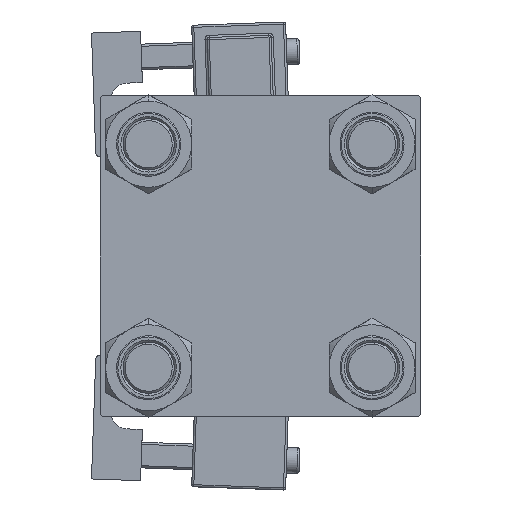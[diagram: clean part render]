
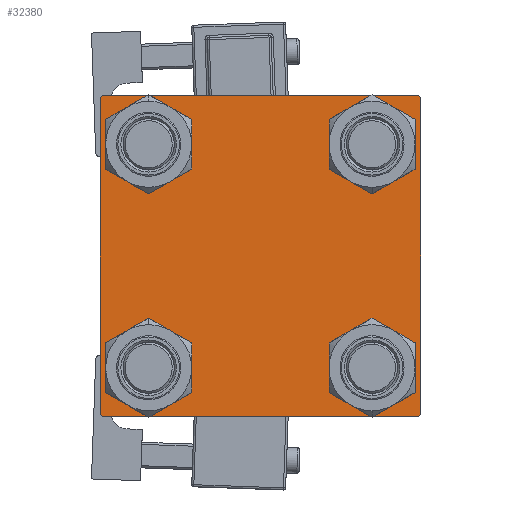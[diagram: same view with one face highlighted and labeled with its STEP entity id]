
A CAD part, left-side view. The second image highlights one B-rep face of the part: STEP entity #32380.
In plain terms, the highlighted planar face has unit normal (-1, 0, 0).
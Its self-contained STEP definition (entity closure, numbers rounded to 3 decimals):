
#66 = VERTEX_POINT ( 'NONE', #45543 ) ;
#1310 = EDGE_CURVE ( 'NONE', #7518, #10861, #2808, .T. ) ;
#1356 = EDGE_LOOP ( 'NONE', ( #40020, #22225 ) ) ;
#1710 = FACE_BOUND ( 'NONE', #16134, .T. ) ;
#2021 = LINE ( 'NONE', #31586, #5846 ) ;
#2385 = AXIS2_PLACEMENT_3D ( 'NONE', #7995, #18332, #4417 ) ;
#2808 = CIRCLE ( 'NONE', #15101, 6.5 ) ;
#2885 = AXIS2_PLACEMENT_3D ( 'NONE', #3981, #37420, #54146 ) ;
#2907 = ORIENTED_EDGE ( 'NONE', *, *, #7493, .T. ) ;
#2912 = VECTOR ( 'NONE', #9184, 1000. ) ;
#3075 = LINE ( 'NONE', #47393, #5913 ) ;
#3280 = ORIENTED_EDGE ( 'NONE', *, *, #40963, .T. ) ;
#3461 = DIRECTION ( 'NONE',  ( 0., 0., 1. ) ) ;
#3852 = EDGE_LOOP ( 'NONE', ( #45737, #24800 ) ) ;
#3981 = CARTESIAN_POINT ( 'NONE',  ( 0., -26.15, -26.15 ) ) ;
#4032 = DIRECTION ( 'NONE',  ( 0., 0., 1. ) ) ;
#4048 = CARTESIAN_POINT ( 'NONE',  ( 0., 26.15, 26.15 ) ) ;
#4266 = VERTEX_POINT ( 'NONE', #48244 ) ;
#4336 = VERTEX_POINT ( 'NONE', #33640 ) ;
#4355 = LINE ( 'NONE', #9841, #8404 ) ;
#4417 = DIRECTION ( 'NONE',  ( 0., 0., 1. ) ) ;
#4449 = CIRCLE ( 'NONE', #12346, 6.5 ) ;
#5794 = EDGE_CURVE ( 'NONE', #6578, #7904, #25100, .T. ) ;
#5846 = VECTOR ( 'NONE', #6399, 1000. ) ;
#5913 = VECTOR ( 'NONE', #37582, 1000. ) ;
#6080 = DIRECTION ( 'NONE',  ( 1., 0., 0. ) ) ;
#6095 = CARTESIAN_POINT ( 'NONE',  ( 0., 0., 0. ) ) ;
#6305 = CARTESIAN_POINT ( 'NONE',  ( 0., 37.5, -37.5 ) ) ;
#6320 = ORIENTED_EDGE ( 'NONE', *, *, #40010, .F. ) ;
#6399 = DIRECTION ( 'NONE',  ( 0., -0.707, 0.707 ) ) ;
#6578 = VERTEX_POINT ( 'NONE', #25805 ) ;
#7113 = CARTESIAN_POINT ( 'NONE',  ( 0., 37.5, 37.5 ) ) ;
#7493 = EDGE_CURVE ( 'NONE', #22522, #47065, #43198, .T. ) ;
#7518 = VERTEX_POINT ( 'NONE', #49492 ) ;
#7587 = VECTOR ( 'NONE', #53028, 1000. ) ;
#7602 = EDGE_CURVE ( 'NONE', #6578, #32612, #17140, .T. ) ;
#7904 = VERTEX_POINT ( 'NONE', #33416 ) ;
#7995 = CARTESIAN_POINT ( 'NONE',  ( 0., -26.15, 26.15 ) ) ;
#8404 = VECTOR ( 'NONE', #46857, 1000. ) ;
#8597 = DIRECTION ( 'NONE',  ( 0., 0., 1. ) ) ;
#9184 = DIRECTION ( 'NONE',  ( 0., 0., -1. ) ) ;
#9477 = ORIENTED_EDGE ( 'NONE', *, *, #54139, .T. ) ;
#9841 = CARTESIAN_POINT ( 'NONE',  ( 0., 37.5, 37.5 ) ) ;
#10204 = FACE_OUTER_BOUND ( 'NONE', #51439, .T. ) ;
#10861 = VERTEX_POINT ( 'NONE', #24914 ) ;
#11662 = CARTESIAN_POINT ( 'NONE',  ( 0., -26.15, -26.15 ) ) ;
#12273 = VERTEX_POINT ( 'NONE', #38517 ) ;
#12346 = AXIS2_PLACEMENT_3D ( 'NONE', #4048, #45986, #33343 ) ;
#12831 = ORIENTED_EDGE ( 'NONE', *, *, #36122, .T. ) ;
#15101 = AXIS2_PLACEMENT_3D ( 'NONE', #48710, #40999, #3461 ) ;
#15362 = DIRECTION ( 'NONE',  ( 0., 0., 1. ) ) ;
#16134 = EDGE_LOOP ( 'NONE', ( #29896, #26551 ) ) ;
#17140 = LINE ( 'NONE', #20690, #2912 ) ;
#18168 = CARTESIAN_POINT ( 'NONE',  ( 0., -26.15, -32.65 ) ) ;
#18332 = DIRECTION ( 'NONE',  ( 1., 0., 0. ) ) ;
#18425 = FACE_BOUND ( 'NONE', #30665, .T. ) ;
#20690 = CARTESIAN_POINT ( 'NONE',  ( 0., -37.5, 37.5 ) ) ;
#22225 = ORIENTED_EDGE ( 'NONE', *, *, #42682, .T. ) ;
#22398 = VERTEX_POINT ( 'NONE', #50231 ) ;
#22522 = VERTEX_POINT ( 'NONE', #18168 ) ;
#22789 = DIRECTION ( 'NONE',  ( -1., 0., 0. ) ) ;
#24309 = ORIENTED_EDGE ( 'NONE', *, *, #33023, .T. ) ;
#24800 = ORIENTED_EDGE ( 'NONE', *, *, #26043, .T. ) ;
#24845 = VECTOR ( 'NONE', #28467, 1000. ) ;
#24914 = CARTESIAN_POINT ( 'NONE',  ( 0., 26.15, -32.65 ) ) ;
#24923 = AXIS2_PLACEMENT_3D ( 'NONE', #29409, #37912, #8597 ) ;
#25100 = LINE ( 'NONE', #41825, #35229 ) ;
#25158 = CARTESIAN_POINT ( 'NONE',  ( 0., -26.15, 19.65 ) ) ;
#25676 = AXIS2_PLACEMENT_3D ( 'NONE', #11662, #28368, #36604 ) ;
#25805 = CARTESIAN_POINT ( 'NONE',  ( 0., -37.5, 37. ) ) ;
#26043 = EDGE_CURVE ( 'NONE', #66, #37471, #4449, .T. ) ;
#26364 = CARTESIAN_POINT ( 'NONE',  ( 0., -37., -37.5 ) ) ;
#26551 = ORIENTED_EDGE ( 'NONE', *, *, #54201, .T. ) ;
#26596 = ORIENTED_EDGE ( 'NONE', *, *, #5794, .T. ) ;
#27124 = LINE ( 'NONE', #6305, #28414 ) ;
#27266 = CARTESIAN_POINT ( 'NONE',  ( 0., 37.25, -37.25 ) ) ;
#28368 = DIRECTION ( 'NONE',  ( 1., 0., 0. ) ) ;
#28414 = VECTOR ( 'NONE', #47438, 1000. ) ;
#28467 = DIRECTION ( 'NONE',  ( 0., 0., -1. ) ) ;
#28694 = CARTESIAN_POINT ( 'NONE',  ( 0., 26.15, 32.65 ) ) ;
#29409 = CARTESIAN_POINT ( 'NONE',  ( 0., -26.15, 26.15 ) ) ;
#29896 = ORIENTED_EDGE ( 'NONE', *, *, #49005, .T. ) ;
#30665 = EDGE_LOOP ( 'NONE', ( #24309, #2907 ) ) ;
#31010 = FACE_BOUND ( 'NONE', #1356, .T. ) ;
#31586 = CARTESIAN_POINT ( 'NONE',  ( 0., -37.25, -37.25 ) ) ;
#32181 = LINE ( 'NONE', #27266, #7587 ) ;
#32380 = ADVANCED_FACE ( 'NONE', ( #1710, #18425, #31010, #47759, #10204 ), #43639, .T. ) ;
#32612 = VERTEX_POINT ( 'NONE', #49024 ) ;
#33023 = EDGE_CURVE ( 'NONE', #47065, #22522, #50147, .T. ) ;
#33343 = DIRECTION ( 'NONE',  ( 0., 0., 1. ) ) ;
#33416 = CARTESIAN_POINT ( 'NONE',  ( 0., -37., 37.5 ) ) ;
#33580 = VERTEX_POINT ( 'NONE', #26364 ) ;
#33585 = DIRECTION ( 'NONE',  ( 0., 0.707, 0.707 ) ) ;
#33640 = CARTESIAN_POINT ( 'NONE',  ( 0., -26.15, 32.65 ) ) ;
#34732 = CIRCLE ( 'NONE', #39975, 6.5 ) ;
#35229 = VECTOR ( 'NONE', #33585, 1000. ) ;
#35372 = CARTESIAN_POINT ( 'NONE',  ( 0., 26.15, 26.15 ) ) ;
#36122 = EDGE_CURVE ( 'NONE', #12273, #4266, #44930, .T. ) ;
#36604 = DIRECTION ( 'NONE',  ( 0., 0., 1. ) ) ;
#37420 = DIRECTION ( 'NONE',  ( 1., 0., 0. ) ) ;
#37471 = VERTEX_POINT ( 'NONE', #28694 ) ;
#37582 = DIRECTION ( 'NONE',  ( 0., 0.707, -0.707 ) ) ;
#37912 = DIRECTION ( 'NONE',  ( 1., 0., 0. ) ) ;
#38060 = EDGE_CURVE ( 'NONE', #22398, #33580, #27124, .T. ) ;
#38517 = CARTESIAN_POINT ( 'NONE',  ( 0., 37.5, 37. ) ) ;
#39509 = DIRECTION ( 'NONE',  ( 0., 0., 1. ) ) ;
#39975 = AXIS2_PLACEMENT_3D ( 'NONE', #35372, #6080, #15362 ) ;
#40010 = EDGE_CURVE ( 'NONE', #51505, #7904, #4355, .T. ) ;
#40020 = ORIENTED_EDGE ( 'NONE', *, *, #1310, .T. ) ;
#40963 = EDGE_CURVE ( 'NONE', #4266, #22398, #32181, .T. ) ;
#40999 = DIRECTION ( 'NONE',  ( 1., 0., 0. ) ) ;
#41825 = CARTESIAN_POINT ( 'NONE',  ( 0., -37.25, 37.25 ) ) ;
#41881 = EDGE_CURVE ( 'NONE', #33580, #32612, #2021, .T. ) ;
#42113 = DIRECTION ( 'NONE',  ( 1., 0., 0. ) ) ;
#42118 = EDGE_CURVE ( 'NONE', #37471, #66, #34732, .T. ) ;
#42682 = EDGE_CURVE ( 'NONE', #10861, #7518, #49639, .T. ) ;
#43198 = CIRCLE ( 'NONE', #25676, 6.5 ) ;
#43639 = PLANE ( 'NONE',  #50232 ) ;
#43776 = ORIENTED_EDGE ( 'NONE', *, *, #7602, .F. ) ;
#44930 = LINE ( 'NONE', #7113, #24845 ) ;
#45543 = CARTESIAN_POINT ( 'NONE',  ( 0., 26.15, 19.65 ) ) ;
#45737 = ORIENTED_EDGE ( 'NONE', *, *, #42118, .T. ) ;
#45986 = DIRECTION ( 'NONE',  ( 1., 0., 0. ) ) ;
#46857 = DIRECTION ( 'NONE',  ( 0., -1., 0. ) ) ;
#47065 = VERTEX_POINT ( 'NONE', #49571 ) ;
#47096 = CARTESIAN_POINT ( 'NONE',  ( 0., 37., 37.5 ) ) ;
#47393 = CARTESIAN_POINT ( 'NONE',  ( 0., 37.25, 37.25 ) ) ;
#47438 = DIRECTION ( 'NONE',  ( 0., -1., 0. ) ) ;
#47759 = FACE_BOUND ( 'NONE', #3852, .T. ) ;
#47899 = AXIS2_PLACEMENT_3D ( 'NONE', #50641, #42113, #4032 ) ;
#48109 = ORIENTED_EDGE ( 'NONE', *, *, #38060, .T. ) ;
#48244 = CARTESIAN_POINT ( 'NONE',  ( 0., 37.5, -37. ) ) ;
#48710 = CARTESIAN_POINT ( 'NONE',  ( 0., 26.15, -26.15 ) ) ;
#49005 = EDGE_CURVE ( 'NONE', #4336, #53250, #50345, .T. ) ;
#49024 = CARTESIAN_POINT ( 'NONE',  ( 0., -37.5, -37. ) ) ;
#49070 = ORIENTED_EDGE ( 'NONE', *, *, #41881, .T. ) ;
#49492 = CARTESIAN_POINT ( 'NONE',  ( 0., 26.15, -19.65 ) ) ;
#49571 = CARTESIAN_POINT ( 'NONE',  ( 0., -26.15, -19.65 ) ) ;
#49639 = CIRCLE ( 'NONE', #47899, 6.5 ) ;
#50147 = CIRCLE ( 'NONE', #2885, 6.5 ) ;
#50231 = CARTESIAN_POINT ( 'NONE',  ( 0., 37., -37.5 ) ) ;
#50232 = AXIS2_PLACEMENT_3D ( 'NONE', #6095, #22789, #39509 ) ;
#50345 = CIRCLE ( 'NONE', #24923, 6.5 ) ;
#50550 = CIRCLE ( 'NONE', #2385, 6.5 ) ;
#50641 = CARTESIAN_POINT ( 'NONE',  ( 0., 26.15, -26.15 ) ) ;
#51439 = EDGE_LOOP ( 'NONE', ( #12831, #3280, #48109, #49070, #43776, #26596, #6320, #9477 ) ) ;
#51505 = VERTEX_POINT ( 'NONE', #47096 ) ;
#53028 = DIRECTION ( 'NONE',  ( 0., -0.707, -0.707 ) ) ;
#53250 = VERTEX_POINT ( 'NONE', #25158 ) ;
#54139 = EDGE_CURVE ( 'NONE', #51505, #12273, #3075, .T. ) ;
#54146 = DIRECTION ( 'NONE',  ( 0., 0., 1. ) ) ;
#54201 = EDGE_CURVE ( 'NONE', #53250, #4336, #50550, .T. ) ;
